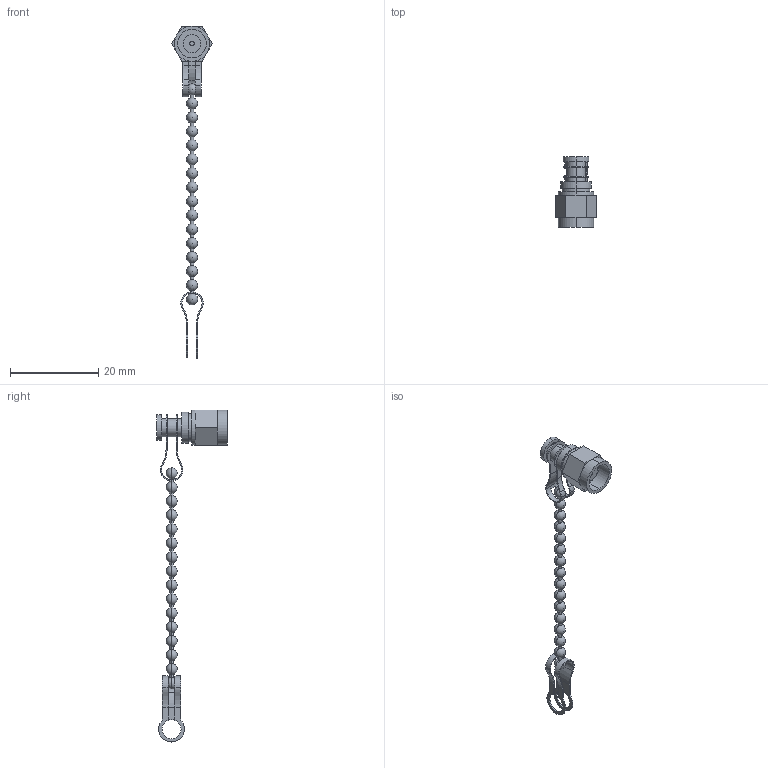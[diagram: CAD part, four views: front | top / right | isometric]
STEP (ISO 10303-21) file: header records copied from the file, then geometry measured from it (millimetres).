
FILE_DESCRIPTION (( 'STEP AP203' ), '1' );
FILE_NAME ('BA09.STEP', '2006-06-23T18:20:11', ( 'lcom' ), ( 'lcom' ), 'SwSTEP 2.0', 'SolidWorks 2006004', '' );
FILE_SCHEMA (( 'CONFIG_CONTROL_DESIGN' ));
Length unit declared in the file: inch
Products named in the file (4): BA09-MA1; BA09; BA09-MA3; BA09-MA2
Assembly tree (4 placements, depth 2):
  BA09
    BA09-MA1  x2
    BA09-MA2
    BA09-MA3
Bounding box: 9.24 x 16 x 75.37 mm (x, y, z)
Volume: 691.4 mm3; surface area: 1350.4 mm2
Topology: 4 solids, 4 shells, 165 faces, 513 edges, 327 vertices
Faces by surface type: cylinder 88, plane 45, sphere 32
Entity records: 4527 total; most frequent: DIRECTION 823, CARTESIAN_POINT 698, ORIENTED_EDGE 662, AXIS2_PLACEMENT_3D 351, EDGE_CURVE 331, CIRCLE 208, VERTEX_POINT 206, EDGE_LOOP 145
